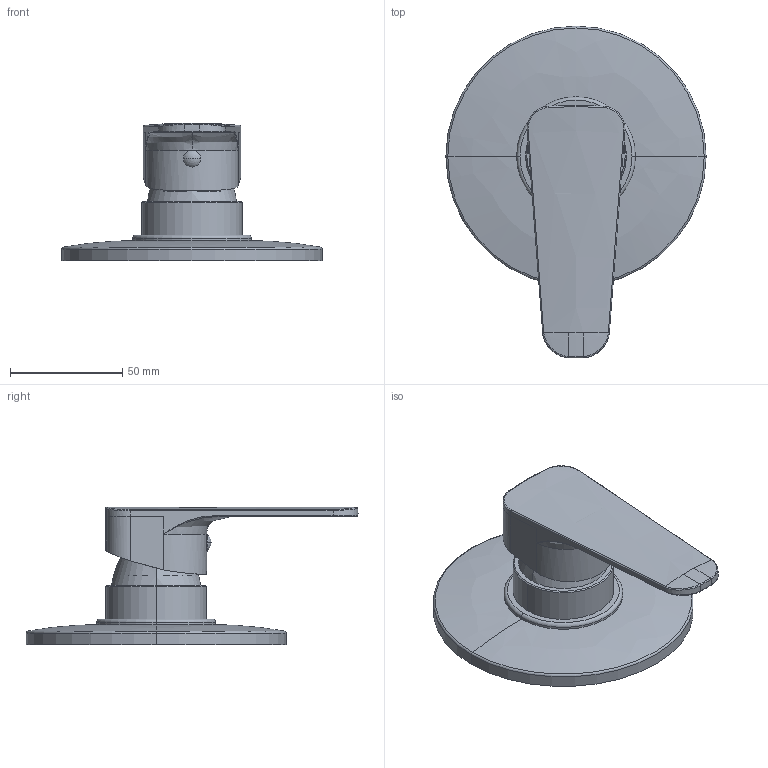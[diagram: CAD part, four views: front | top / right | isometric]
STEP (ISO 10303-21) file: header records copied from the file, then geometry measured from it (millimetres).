
FILE_DESCRIPTION((''),'2;1');
FILE_NAME('SY010CR','2021-11-09T09:04:47',('ut3'),('PAFFONI SpA'),'CREO PARAMETRIC BY PTC INC, 2020044','CREO PARAMETRIC BY PTC INC, 2020044','');
FILE_SCHEMA(('CONFIG_CONTROL_DESIGN','SHAPE_APPEARANCE_LAYERS_GROUPS'));
Length unit declared in the file: millimetre
Products named in the file (1): SY010CR
Bounding box: 116 x 148 x 61.4 mm (x, y, z)
Volume: 64753.2 mm3; surface area: 65349 mm2
Topology: 2 solids, 3 shells, 952 faces, 2591 edges, 1638 vertices
Faces by surface type: plane 564, cylinder 217, torus 70, bspline 51, cone 40, sphere 8, extrusion 2
Entity records: 42629 total; most frequent: CARTESIAN_POINT 12415, ORIENTED_EDGE 5162, DIRECTION 4577, EDGE_CURVE 2581, VERTEX_POINT 1638, AXIS2_PLACEMENT_3D 1540, VECTOR 1497, LINE 1495
